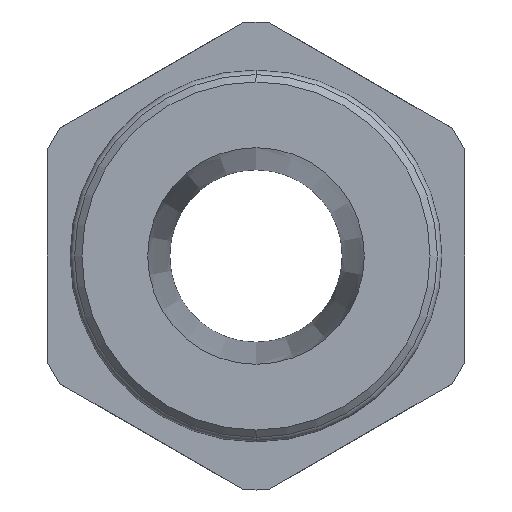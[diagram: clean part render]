
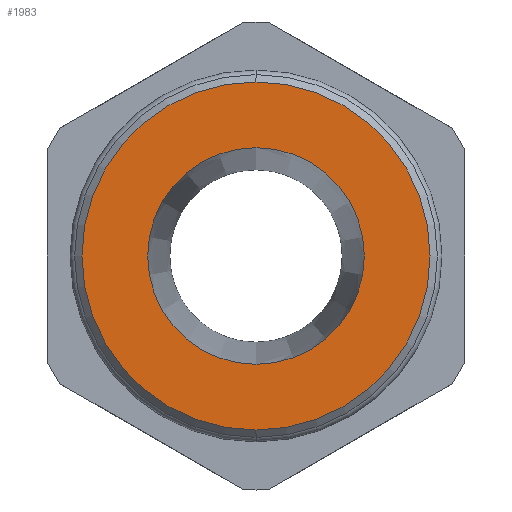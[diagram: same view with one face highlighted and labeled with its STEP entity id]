
A CAD part, left-side view. The second image highlights one B-rep face of the part: STEP entity #1983.
In plain terms, the highlighted planar face has unit normal (-1, 0, 0).
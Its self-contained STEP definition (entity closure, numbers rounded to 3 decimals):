
#1915=CARTESIAN_POINT('',(0.,-0.,-11.947));
#1916=VERTEX_POINT('',#1915);
#1923=CARTESIAN_POINT('',(0.,0.,11.947));
#1924=VERTEX_POINT('',#1923);
#1925=CARTESIAN_POINT('',(0.,0.,0.));
#1926=DIRECTION('',(1.,-0.,-0.));
#1927=DIRECTION('',(0.,0.,1.));
#1928=AXIS2_PLACEMENT_3D('',#1925,#1926,#1927);
#1929=CIRCLE('',#1928,11.947);
#1930=EDGE_CURVE('',#1924,#1916,#1929,.T.);
#1948=CARTESIAN_POINT('',(0.,19.19,0.));
#1949=DIRECTION('',(-1.,0.,0.));
#1950=DIRECTION('',(0.,0.,1.));
#1951=AXIS2_PLACEMENT_3D('',#1948,#1949,#1950);
#1952=PLANE('',#1951);
#1953=CARTESIAN_POINT('',(0.,0.,0.));
#1954=DIRECTION('',(1.,-0.,-0.));
#1955=DIRECTION('',(0.,0.,1.));
#1956=AXIS2_PLACEMENT_3D('',#1953,#1954,#1955);
#1957=CIRCLE('',#1956,11.947);
#1958=EDGE_CURVE('',#1916,#1924,#1957,.T.);
#1959=ORIENTED_EDGE('',*,*,#1958,.T.);
#1960=ORIENTED_EDGE('',*,*,#1930,.T.);
#1961=EDGE_LOOP('',(#1959,#1960));
#1962=FACE_BOUND('',#1961,.T.);
#1963=CARTESIAN_POINT('',(0.,0.,19.19));
#1964=VERTEX_POINT('',#1963);
#1965=CARTESIAN_POINT('',(0.,-0.,-19.19));
#1966=VERTEX_POINT('',#1965);
#1967=CARTESIAN_POINT('',(0.,0.,0.));
#1968=DIRECTION('',(1.,0.,-0.));
#1969=DIRECTION('',(-0.,0.,-1.));
#1970=AXIS2_PLACEMENT_3D('',#1967,#1968,#1969);
#1971=CIRCLE('',#1970,19.19);
#1972=EDGE_CURVE('',#1964,#1966,#1971,.T.);
#1973=ORIENTED_EDGE('',*,*,#1972,.F.);
#1974=CARTESIAN_POINT('',(0.,0.,0.));
#1975=DIRECTION('',(1.,0.,-0.));
#1976=DIRECTION('',(-0.,0.,-1.));
#1977=AXIS2_PLACEMENT_3D('',#1974,#1975,#1976);
#1978=CIRCLE('',#1977,19.19);
#1979=EDGE_CURVE('',#1966,#1964,#1978,.T.);
#1980=ORIENTED_EDGE('',*,*,#1979,.F.);
#1981=EDGE_LOOP('',(#1973,#1980));
#1982=FACE_BOUND('',#1981,.T.);
#1983=ADVANCED_FACE('',(#1962,#1982),#1952,.T.);
